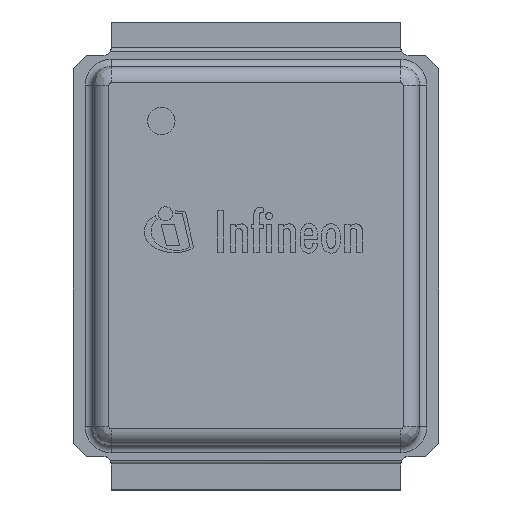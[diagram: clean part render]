
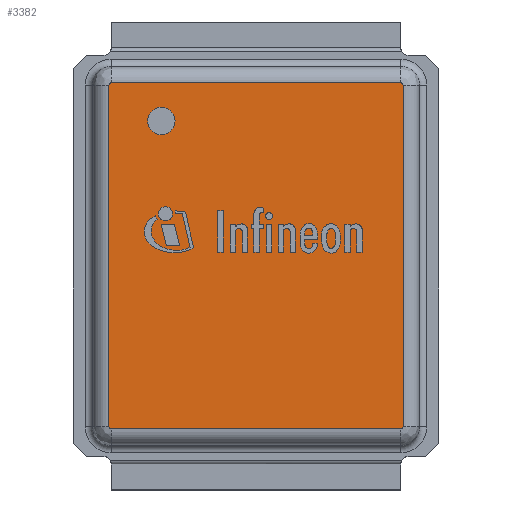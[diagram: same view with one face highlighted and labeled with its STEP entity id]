
A CAD part, top view. The second image highlights one B-rep face of the part: STEP entity #3382.
In plain terms, the highlighted planar face has unit normal (0, 0, 1).
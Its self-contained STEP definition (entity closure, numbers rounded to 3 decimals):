
#113=FACE_BOUND('',#624,.T.);
#148=CIRCLE('',#3612,0.185);
#157=CIRCLE('',#3632,0.029);
#158=CIRCLE('',#3633,0.029);
#159=CIRCLE('',#3634,0.029);
#160=CIRCLE('',#3635,0.029);
#408=FACE_OUTER_BOUND('',#623,.T.);
#623=EDGE_LOOP('',(#2863,#2864,#2865,#2866,#2867,#2868,#2869,#2870));
#624=EDGE_LOOP('',(#2871));
#981=LINE('',#5833,#1326);
#982=LINE('',#5837,#1327);
#983=LINE('',#5841,#1328);
#984=LINE('',#5845,#1329);
#1326=VECTOR('',#4355,1000.);
#1327=VECTOR('',#4358,1000.);
#1328=VECTOR('',#4361,1000.);
#1329=VECTOR('',#4364,1000.);
#1621=VERTEX_POINT('',#5764);
#1644=VERTEX_POINT('',#5831);
#1645=VERTEX_POINT('',#5832);
#1646=VERTEX_POINT('',#5834);
#1647=VERTEX_POINT('',#5836);
#1648=VERTEX_POINT('',#5838);
#1649=VERTEX_POINT('',#5840);
#1650=VERTEX_POINT('',#5842);
#1651=VERTEX_POINT('',#5844);
#2034=EDGE_CURVE('',#1621,#1621,#148,.T.);
#2067=EDGE_CURVE('',#1644,#1645,#981,.T.);
#2068=EDGE_CURVE('',#1645,#1646,#157,.T.);
#2069=EDGE_CURVE('',#1646,#1647,#982,.T.);
#2070=EDGE_CURVE('',#1647,#1648,#158,.T.);
#2071=EDGE_CURVE('',#1648,#1649,#983,.T.);
#2072=EDGE_CURVE('',#1649,#1650,#159,.T.);
#2073=EDGE_CURVE('',#1650,#1651,#984,.T.);
#2074=EDGE_CURVE('',#1651,#1644,#160,.T.);
#2863=ORIENTED_EDGE('',*,*,#2067,.T.);
#2864=ORIENTED_EDGE('',*,*,#2068,.T.);
#2865=ORIENTED_EDGE('',*,*,#2069,.T.);
#2866=ORIENTED_EDGE('',*,*,#2070,.T.);
#2867=ORIENTED_EDGE('',*,*,#2071,.T.);
#2868=ORIENTED_EDGE('',*,*,#2072,.T.);
#2869=ORIENTED_EDGE('',*,*,#2073,.T.);
#2870=ORIENTED_EDGE('',*,*,#2074,.T.);
#2871=ORIENTED_EDGE('',*,*,#2034,.F.);
#3215=PLANE('',#3631);
#3382=ADVANCED_FACE('',(#408,#113),#3215,.T.);
#3612=AXIS2_PLACEMENT_3D('',#5765,#4291,#4292);
#3631=AXIS2_PLACEMENT_3D('',#5830,#4353,#4354);
#3632=AXIS2_PLACEMENT_3D('',#5835,#4356,#4357);
#3633=AXIS2_PLACEMENT_3D('',#5839,#4359,#4360);
#3634=AXIS2_PLACEMENT_3D('',#5843,#4362,#4363);
#3635=AXIS2_PLACEMENT_3D('',#5846,#4365,#4366);
#4291=DIRECTION('center_axis',(0.,0.,1.));
#4292=DIRECTION('ref_axis',(1.,0.,0.));
#4353=DIRECTION('center_axis',(0.,0.,1.));
#4354=DIRECTION('ref_axis',(1.,0.,0.));
#4355=DIRECTION('',(-1.,0.,0.));
#4356=DIRECTION('center_axis',(0.,0.,1.));
#4357=DIRECTION('ref_axis',(1.,0.,0.));
#4358=DIRECTION('',(0.,-1.,0.));
#4359=DIRECTION('center_axis',(0.,0.,1.));
#4360=DIRECTION('ref_axis',(1.,0.,0.));
#4361=DIRECTION('',(1.,0.,0.));
#4362=DIRECTION('center_axis',(0.,0.,1.));
#4363=DIRECTION('ref_axis',(1.,0.,0.));
#4364=DIRECTION('',(0.,1.,0.));
#4365=DIRECTION('center_axis',(0.,0.,1.));
#4366=DIRECTION('ref_axis',(1.,0.,0.));
#5764=CARTESIAN_POINT('',(-1.09,1.817,0.696));
#5765=CARTESIAN_POINT('Origin',(-1.274,1.817,0.696));
#5830=CARTESIAN_POINT('Origin',(0.,0.,0.696));
#5831=CARTESIAN_POINT('',(1.95,2.329,0.696));
#5832=CARTESIAN_POINT('',(-1.95,2.329,0.696));
#5833=CARTESIAN_POINT('',(-1.95,2.329,0.696));
#5834=CARTESIAN_POINT('',(-1.979,2.3,0.696));
#5835=CARTESIAN_POINT('Origin',(-1.95,2.3,0.696));
#5836=CARTESIAN_POINT('',(-1.979,-2.3,0.696));
#5837=CARTESIAN_POINT('',(-1.979,-2.3,0.696));
#5838=CARTESIAN_POINT('',(-1.95,-2.329,0.696));
#5839=CARTESIAN_POINT('Origin',(-1.95,-2.3,0.696));
#5840=CARTESIAN_POINT('',(1.95,-2.329,0.696));
#5841=CARTESIAN_POINT('',(1.95,-2.329,0.696));
#5842=CARTESIAN_POINT('',(1.979,-2.3,0.696));
#5843=CARTESIAN_POINT('Origin',(1.95,-2.3,0.696));
#5844=CARTESIAN_POINT('',(1.979,2.3,0.696));
#5845=CARTESIAN_POINT('',(1.979,2.3,0.696));
#5846=CARTESIAN_POINT('Origin',(1.95,2.3,0.696));
